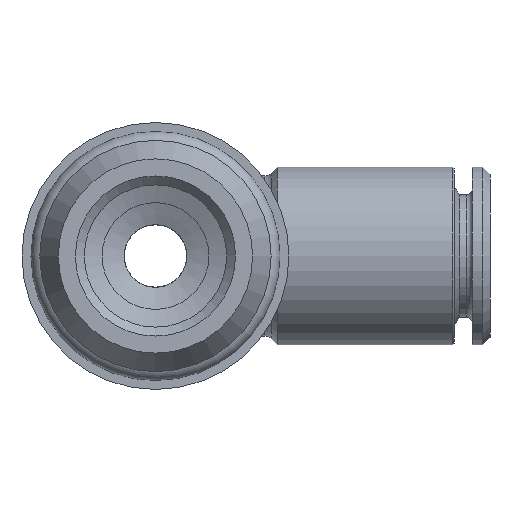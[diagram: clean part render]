
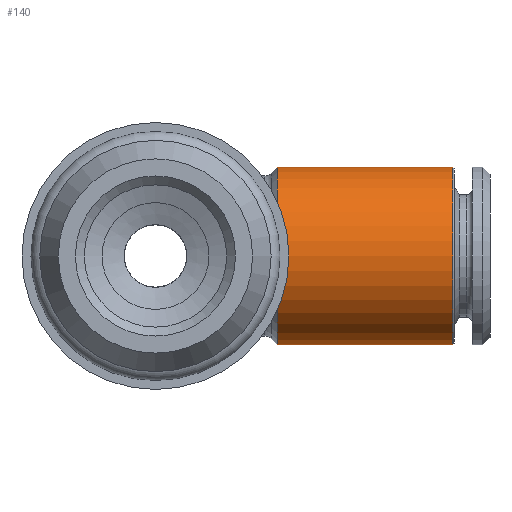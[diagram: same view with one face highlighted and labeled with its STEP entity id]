
A CAD part, front view. The second image highlights one B-rep face of the part: STEP entity #140.
In plain terms, the highlighted cylindrical face has radius 5 mm (diameter 10 mm), a full revolution.
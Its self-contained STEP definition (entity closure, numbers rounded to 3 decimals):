
#140 = ADVANCED_FACE( 'NONE', ( #226, #227 ), #228, .T. );
#226 = FACE_OUTER_BOUND( '', #424, .T. );
#227 = FACE_OUTER_BOUND( '', #425, .T. );
#228 = CYLINDRICAL_SURFACE( '', #426, 5. );
#424 = EDGE_LOOP( '', ( #818 ) );
#425 = EDGE_LOOP( '', ( #819 ) );
#426 = AXIS2_PLACEMENT_3D( '', #820, #821, #822 );
#818 = ORIENTED_EDGE( '', *, *, #1203, .T. );
#819 = ORIENTED_EDGE( '', *, *, #1204, .T. );
#820 = CARTESIAN_POINT( '', ( 0., 0., 0. ) );
#821 = DIRECTION( '', ( -1., 0., 0. ) );
#822 = DIRECTION( '', ( 0., 0., 1. ) );
#1203 = EDGE_CURVE( 'NONE', #1331, #1331, #1332, .T. );
#1204 = EDGE_CURVE( 'NONE', #1333, #1333, #1334, .T. );
#1331 = VERTEX_POINT( '', #1680 );
#1332 = CIRCLE( '', #1681, 5. );
#1333 = VERTEX_POINT( '', #1682 );
#1334 = CIRCLE( '', #1683, 5. );
#1680 = CARTESIAN_POINT( '', ( 16.7, 0., 5. ) );
#1681 = AXIS2_PLACEMENT_3D( '', #1914, #1915, #1916 );
#1682 = CARTESIAN_POINT( '', ( 6.854, 5., 0. ) );
#1683 = AXIS2_PLACEMENT_3D( '', #1917, #1918, #1919 );
#1914 = CARTESIAN_POINT( '', ( 16.7, 0., 0. ) );
#1915 = DIRECTION( '', ( -1., 0., 0. ) );
#1916 = DIRECTION( '', ( 0., 0., 1. ) );
#1917 = CARTESIAN_POINT( '', ( 6.854, 0., 0. ) );
#1918 = DIRECTION( '', ( 1., 0., 0. ) );
#1919 = DIRECTION( '', ( 0., 1., 0. ) );
